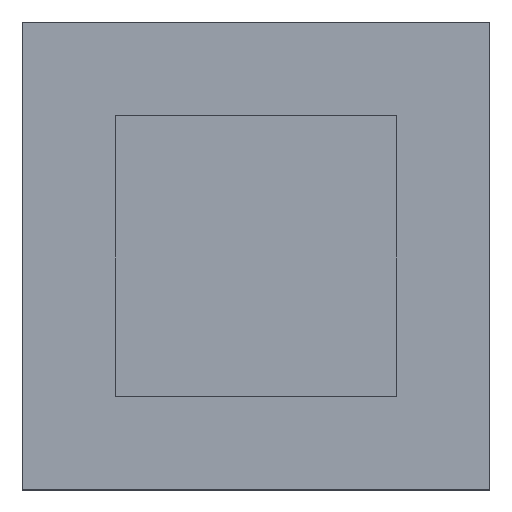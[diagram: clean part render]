
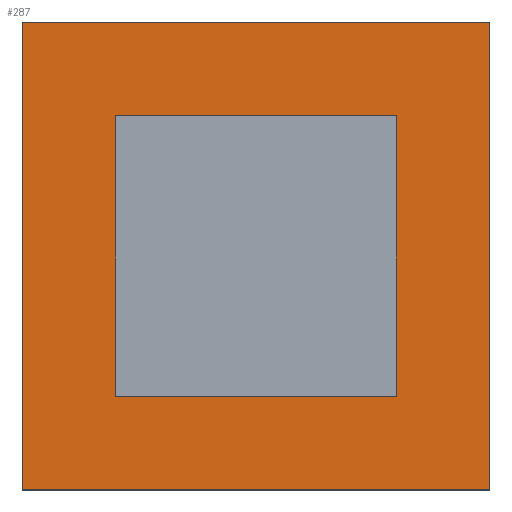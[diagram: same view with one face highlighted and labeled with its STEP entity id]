
A CAD part, top view. The second image highlights one B-rep face of the part: STEP entity #287.
In plain terms, the highlighted planar face has unit normal (0, 0, 1).
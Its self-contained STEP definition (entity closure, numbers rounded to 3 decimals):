
#13=FACE_BOUND('',#50,.T.);
#33=FACE_OUTER_BOUND('',#49,.T.);
#49=EDGE_LOOP('',(#241,#242,#243,#244));
#50=EDGE_LOOP('',(#245,#246,#247,#248));
#65=LINE('',#420,#101);
#69=LINE('',#428,#105);
#72=LINE('',#434,#108);
#75=LINE('',#439,#111);
#77=LINE('',#444,#113);
#81=LINE('',#452,#117);
#84=LINE('',#458,#120);
#87=LINE('',#463,#123);
#101=VECTOR('',#348,10.);
#105=VECTOR('',#354,10.);
#108=VECTOR('',#359,10.);
#111=VECTOR('',#364,10.);
#113=VECTOR('',#368,10.);
#117=VECTOR('',#374,10.);
#120=VECTOR('',#379,10.);
#123=VECTOR('',#384,10.);
#133=VERTEX_POINT('',#418);
#134=VERTEX_POINT('',#419);
#137=VERTEX_POINT('',#427);
#139=VERTEX_POINT('',#433);
#141=VERTEX_POINT('',#442);
#142=VERTEX_POINT('',#443);
#145=VERTEX_POINT('',#451);
#147=VERTEX_POINT('',#457);
#161=EDGE_CURVE('',#133,#134,#65,.T.);
#165=EDGE_CURVE('',#134,#137,#69,.T.);
#168=EDGE_CURVE('',#137,#139,#72,.T.);
#171=EDGE_CURVE('',#139,#133,#75,.T.);
#173=EDGE_CURVE('',#141,#142,#77,.T.);
#177=EDGE_CURVE('',#145,#141,#81,.T.);
#180=EDGE_CURVE('',#147,#145,#84,.T.);
#183=EDGE_CURVE('',#142,#147,#87,.T.);
#241=ORIENTED_EDGE('',*,*,#183,.F.);
#242=ORIENTED_EDGE('',*,*,#173,.F.);
#243=ORIENTED_EDGE('',*,*,#177,.F.);
#244=ORIENTED_EDGE('',*,*,#180,.F.);
#245=ORIENTED_EDGE('',*,*,#171,.T.);
#246=ORIENTED_EDGE('',*,*,#161,.T.);
#247=ORIENTED_EDGE('',*,*,#165,.T.);
#248=ORIENTED_EDGE('',*,*,#168,.T.);
#271=PLANE('',#318);
#287=ADVANCED_FACE('',(#33,#13),#271,.T.);
#318=AXIS2_PLACEMENT_3D('',#465,#386,#387);
#348=DIRECTION('',(-1.,0.,0.));
#354=DIRECTION('',(0.,1.,0.));
#359=DIRECTION('',(1.,0.,0.));
#364=DIRECTION('',(0.,-1.,0.));
#368=DIRECTION('',(0.,1.,0.));
#374=DIRECTION('',(-1.,0.,0.));
#379=DIRECTION('',(0.,-1.,0.));
#384=DIRECTION('',(1.,0.,0.));
#386=DIRECTION('center_axis',(0.,0.,1.));
#387=DIRECTION('ref_axis',(-1.,0.,0.));
#418=CARTESIAN_POINT('',(7.5,-7.5,0.2));
#419=CARTESIAN_POINT('',(-7.5,-7.5,0.2));
#420=CARTESIAN_POINT('',(-7.5,-7.5,0.2));
#427=CARTESIAN_POINT('',(-7.5,7.5,0.2));
#428=CARTESIAN_POINT('',(-7.5,7.5,0.2));
#433=CARTESIAN_POINT('',(7.5,7.5,0.2));
#434=CARTESIAN_POINT('',(7.5,7.5,0.2));
#439=CARTESIAN_POINT('',(7.5,-7.5,0.2));
#442=CARTESIAN_POINT('',(-12.5,-12.5,0.2));
#443=CARTESIAN_POINT('',(-12.5,12.5,0.2));
#444=CARTESIAN_POINT('',(-12.5,-12.5,0.2));
#451=CARTESIAN_POINT('',(12.5,-12.5,0.2));
#452=CARTESIAN_POINT('',(12.5,-12.5,0.2));
#457=CARTESIAN_POINT('',(12.5,12.5,0.2));
#458=CARTESIAN_POINT('',(12.5,12.5,0.2));
#463=CARTESIAN_POINT('',(-12.5,12.5,0.2));
#465=CARTESIAN_POINT('Origin',(0.,0.,
0.2));
